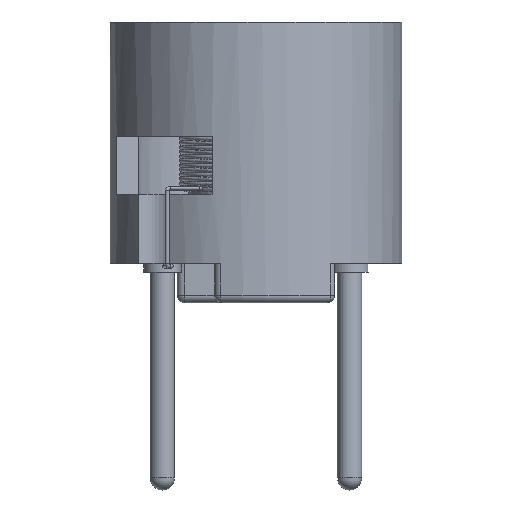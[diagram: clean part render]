
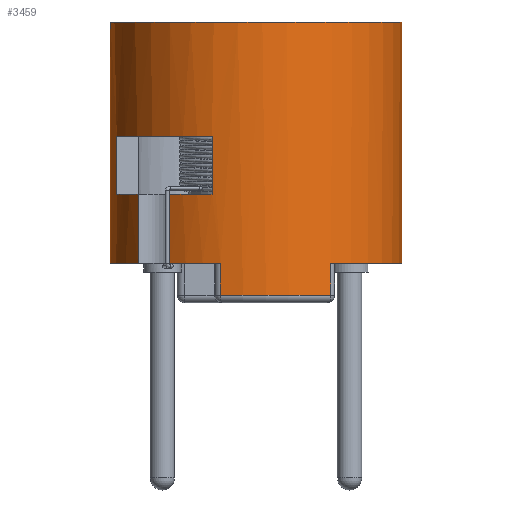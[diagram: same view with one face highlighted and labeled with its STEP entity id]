
A CAD part, front view. The second image highlights one B-rep face of the part: STEP entity #3459.
In plain terms, the highlighted cylindrical face has radius 3.9 mm (diameter 7.8 mm), a full revolution.
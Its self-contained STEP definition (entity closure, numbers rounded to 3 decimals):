
#105=LINE('',#10431,#320);
#118=LINE('',#10499,#333);
#125=LINE('',#10525,#340);
#134=LINE('',#10558,#349);
#135=LINE('',#10562,#350);
#136=LINE('',#10566,#351);
#137=LINE('',#10570,#352);
#138=LINE('',#10571,#353);
#139=LINE('',#10572,#354);
#140=LINE('',#10576,#355);
#141=LINE('',#10580,#356);
#142=LINE('',#10584,#357);
#320=VECTOR('',#3880,1000.);
#333=VECTOR('',#3961,1000.);
#340=VECTOR('',#3994,1000.);
#349=VECTOR('',#4029,1000.);
#350=VECTOR('',#4032,1000.);
#351=VECTOR('',#4035,1000.);
#352=VECTOR('',#4038,1000.);
#353=VECTOR('',#4039,1000.);
#354=VECTOR('',#4040,1000.);
#355=VECTOR('',#4043,1000.);
#356=VECTOR('',#4046,1000.);
#357=VECTOR('',#4049,1000.);
#562=CYLINDRICAL_SURFACE('',#3641,3.9);
#584=CIRCLE('',#3583,3.9);
#603=CIRCLE('',#3613,3.9);
#614=CIRCLE('',#3633,3.9);
#616=CIRCLE('',#3635,3.9);
#618=CIRCLE('',#3637,3.9);
#620=CIRCLE('',#3639,3.9);
#622=CIRCLE('',#3642,3.9);
#623=CIRCLE('',#3643,3.9);
#624=CIRCLE('',#3644,3.9);
#625=CIRCLE('',#3645,3.9);
#626=CIRCLE('',#3646,3.9);
#627=CIRCLE('',#3647,3.9);
#628=CIRCLE('',#3648,3.9);
#925=ORIENTED_EDGE('',*,*,#1500,.F.);
#926=ORIENTED_EDGE('',*,*,#1447,.T.);
#927=ORIENTED_EDGE('',*,*,#1448,.T.);
#928=ORIENTED_EDGE('',*,*,#1495,.F.);
#929=ORIENTED_EDGE('',*,*,#1509,.F.);
#930=ORIENTED_EDGE('',*,*,#1514,.F.);
#931=ORIENTED_EDGE('',*,*,#1515,.T.);
#932=ORIENTED_EDGE('',*,*,#1516,.T.);
#933=ORIENTED_EDGE('',*,*,#1517,.F.);
#934=ORIENTED_EDGE('',*,*,#1518,.F.);
#935=ORIENTED_EDGE('',*,*,#1519,.T.);
#936=ORIENTED_EDGE('',*,*,#1520,.T.);
#937=ORIENTED_EDGE('',*,*,#1507,.F.);
#938=ORIENTED_EDGE('',*,*,#1521,.T.);
#939=ORIENTED_EDGE('',*,*,#1479,.T.);
#940=ORIENTED_EDGE('',*,*,#1481,.F.);
#941=ORIENTED_EDGE('',*,*,#1502,.F.);
#942=ORIENTED_EDGE('',*,*,#1522,.F.);
#943=ORIENTED_EDGE('',*,*,#1523,.T.);
#944=ORIENTED_EDGE('',*,*,#1524,.T.);
#945=ORIENTED_EDGE('',*,*,#1525,.F.);
#946=ORIENTED_EDGE('',*,*,#1526,.F.);
#947=ORIENTED_EDGE('',*,*,#1527,.T.);
#948=ORIENTED_EDGE('',*,*,#1528,.T.);
#949=ORIENTED_EDGE('',*,*,#1529,.T.);
#1447=EDGE_CURVE('',#1754,#1757,#105,.T.);
#1448=EDGE_CURVE('',#1757,#1753,#584,.T.);
#1479=EDGE_CURVE('',#1768,#1776,#603,.T.);
#1481=EDGE_CURVE('',#1778,#1776,#118,.T.);
#1495=EDGE_CURVE('',#1784,#1753,#125,.T.);
#1500=EDGE_CURVE('',#1754,#1788,#614,.T.);
#1502=EDGE_CURVE('',#1789,#1778,#616,.T.);
#1507=EDGE_CURVE('',#1791,#1792,#618,.T.);
#1509=EDGE_CURVE('',#1793,#1784,#620,.T.);
#1514=EDGE_CURVE('',#1796,#1793,#134,.T.);
#1515=EDGE_CURVE('',#1796,#1797,#622,.T.);
#1516=EDGE_CURVE('',#1797,#1798,#135,.T.);
#1517=EDGE_CURVE('',#1799,#1798,#623,.T.);
#1518=EDGE_CURVE('',#1800,#1799,#136,.T.);
#1519=EDGE_CURVE('',#1800,#1801,#624,.T.);
#1520=EDGE_CURVE('',#1801,#1792,#137,.T.);
#1521=EDGE_CURVE('',#1791,#1768,#138,.T.);
#1522=EDGE_CURVE('',#1802,#1789,#139,.T.);
#1523=EDGE_CURVE('',#1802,#1803,#625,.T.);
#1524=EDGE_CURVE('',#1803,#1804,#140,.T.);
#1525=EDGE_CURVE('',#1805,#1804,#626,.T.);
#1526=EDGE_CURVE('',#1806,#1805,#141,.T.);
#1527=EDGE_CURVE('',#1806,#1807,#627,.T.);
#1528=EDGE_CURVE('',#1807,#1788,#142,.T.);
#1529=EDGE_CURVE('',#1808,#1808,#628,.T.);
#1753=VERTEX_POINT('',#10421);
#1754=VERTEX_POINT('',#10425);
#1757=VERTEX_POINT('',#10430);
#1768=VERTEX_POINT('',#10471);
#1776=VERTEX_POINT('',#10493);
#1778=VERTEX_POINT('',#10498);
#1784=VERTEX_POINT('',#10524);
#1788=VERTEX_POINT('',#10536);
#1789=VERTEX_POINT('',#10538);
#1791=VERTEX_POINT('',#10545);
#1792=VERTEX_POINT('',#10547);
#1793=VERTEX_POINT('',#10549);
#1796=VERTEX_POINT('',#10559);
#1797=VERTEX_POINT('',#10561);
#1798=VERTEX_POINT('',#10563);
#1799=VERTEX_POINT('',#10565);
#1800=VERTEX_POINT('',#10567);
#1801=VERTEX_POINT('',#10569);
#1802=VERTEX_POINT('',#10573);
#1803=VERTEX_POINT('',#10575);
#1804=VERTEX_POINT('',#10577);
#1805=VERTEX_POINT('',#10579);
#1806=VERTEX_POINT('',#10581);
#1807=VERTEX_POINT('',#10583);
#1808=VERTEX_POINT('',#10586);
#2030=EDGE_LOOP('',(#925,#926,#927,#928,#929,#930,#931,#932,#933,#934,#935,
#936,#937,#938,#939,#940,#941,#942,#943,#944,#945,#946,#947,#948));
#2031=EDGE_LOOP('',(#949));
#2227=FACE_BOUND('',#2030,.T.);
#2228=FACE_BOUND('',#2031,.T.);
#3459=ADVANCED_FACE('',(#2227,#2228),#562,.T.);
#3583=AXIS2_PLACEMENT_3D('',#10433,#3883,#3884);
#3613=AXIS2_PLACEMENT_3D('',#10494,#3955,#3956);
#3633=AXIS2_PLACEMENT_3D('',#10535,#4005,#4006);
#3635=AXIS2_PLACEMENT_3D('',#10539,#4009,#4010);
#3637=AXIS2_PLACEMENT_3D('',#10546,#4016,#4017);
#3639=AXIS2_PLACEMENT_3D('',#10550,#4020,#4021);
#3641=AXIS2_PLACEMENT_3D('',#10557,#4027,#4028);
#3642=AXIS2_PLACEMENT_3D('',#10560,#4030,#4031);
#3643=AXIS2_PLACEMENT_3D('',#10564,#4033,#4034);
#3644=AXIS2_PLACEMENT_3D('',#10568,#4036,#4037);
#3645=AXIS2_PLACEMENT_3D('',#10574,#4041,#4042);
#3646=AXIS2_PLACEMENT_3D('',#10578,#4044,#4045);
#3647=AXIS2_PLACEMENT_3D('',#10582,#4047,#4048);
#3648=AXIS2_PLACEMENT_3D('',#10585,#4050,#4051);
#3880=DIRECTION('',(0.,0.,-1.));
#3883=DIRECTION('',(0.,0.,1.));
#3884=DIRECTION('',(1.,0.,0.));
#3955=DIRECTION('',(0.,0.,1.));
#3956=DIRECTION('',(1.,0.,0.));
#3961=DIRECTION('',(0.,0.,-1.));
#3994=DIRECTION('',(0.,0.,-1.));
#4005=DIRECTION('',(0.,0.,-1.));
#4006=DIRECTION('',(1.,0.,0.));
#4009=DIRECTION('',(0.,0.,-1.));
#4010=DIRECTION('',(1.,0.,0.));
#4016=DIRECTION('',(0.,0.,-1.));
#4017=DIRECTION('',(1.,0.,0.));
#4020=DIRECTION('',(0.,0.,-1.));
#4021=DIRECTION('',(1.,0.,0.));
#4027=DIRECTION('',(0.,0.,1.));
#4028=DIRECTION('',(-1.,0.,0.));
#4029=DIRECTION('',(0.,0.,-1.));
#4030=DIRECTION('',(0.,0.,-1.));
#4031=DIRECTION('',(1.,0.,0.));
#4032=DIRECTION('',(0.,0.,1.));
#4033=DIRECTION('',(0.,0.,-1.));
#4034=DIRECTION('',(0.,1.,0.));
#4035=DIRECTION('',(0.,0.,1.));
#4036=DIRECTION('',(0.,0.,-1.));
#4037=DIRECTION('',(1.,0.,0.));
#4038=DIRECTION('',(0.,0.,-1.));
#4039=DIRECTION('',(0.,0.,-1.));
#4040=DIRECTION('',(0.,0.,-1.));
#4041=DIRECTION('',(0.,0.,-1.));
#4042=DIRECTION('',(1.,0.,0.));
#4043=DIRECTION('',(0.,0.,1.));
#4044=DIRECTION('',(0.,0.,-1.));
#4045=DIRECTION('',(0.,1.,0.));
#4046=DIRECTION('',(0.,0.,1.));
#4047=DIRECTION('',(0.,0.,-1.));
#4048=DIRECTION('',(1.,0.,0.));
#4049=DIRECTION('',(0.,0.,-1.));
#4050=DIRECTION('',(0.,0.,-1.));
#4051=DIRECTION('',(0.,1.,0.));
#10421=CARTESIAN_POINT('',(0.95,3.782,-0.85));
#10425=CARTESIAN_POINT('',(3.346,2.004,0.));
#10430=CARTESIAN_POINT('',(3.346,2.004,-0.85));
#10431=CARTESIAN_POINT('',(3.346,2.004,1.85));
#10433=CARTESIAN_POINT('',(0.,0.,-0.85));
#10471=CARTESIAN_POINT('',(-3.346,-2.004,-0.85));
#10493=CARTESIAN_POINT('',(-0.95,-3.782,-0.85));
#10494=CARTESIAN_POINT('',(0.,0.,-0.85));
#10498=CARTESIAN_POINT('',(-0.95,-3.782,0.));
#10499=CARTESIAN_POINT('',(-0.95,-3.782,1.85));
#10524=CARTESIAN_POINT('',(0.95,3.782,0.));
#10525=CARTESIAN_POINT('',(0.95,3.782,1.85));
#10535=CARTESIAN_POINT('',(0.,0.,0.));
#10536=CARTESIAN_POINT('',(3.854,0.598,0.));
#10538=CARTESIAN_POINT('',(3.854,-0.598,0.));
#10539=CARTESIAN_POINT('',(0.,0.,0.));
#10545=CARTESIAN_POINT('',(-3.346,-2.004,0.));
#10546=CARTESIAN_POINT('',(0.,0.,0.));
#10547=CARTESIAN_POINT('',(-3.854,-0.598,0.));
#10549=CARTESIAN_POINT('',(-3.854,0.598,0.));
#10550=CARTESIAN_POINT('',(0.,0.,0.));
#10557=CARTESIAN_POINT('',(0.,0.,1.85));
#10558=CARTESIAN_POINT('',(-3.854,0.598,6.577));
#10559=CARTESIAN_POINT('',(-3.854,0.598,1.85));
#10560=CARTESIAN_POINT('',(0.,0.,1.85));
#10561=CARTESIAN_POINT('',(-3.46,1.8,1.85));
#10562=CARTESIAN_POINT('',(-3.46,1.8,-8.552));
#10563=CARTESIAN_POINT('',(-3.46,1.8,3.4));
#10564=CARTESIAN_POINT('',(0.,0.,3.4));
#10565=CARTESIAN_POINT('',(-3.46,-1.8,3.4));
#10566=CARTESIAN_POINT('',(-3.46,-1.8,-8.552));
#10567=CARTESIAN_POINT('',(-3.46,-1.8,1.85));
#10568=CARTESIAN_POINT('',(0.,0.,1.85));
#10569=CARTESIAN_POINT('',(-3.854,-0.598,1.85));
#10570=CARTESIAN_POINT('',(-3.854,-0.598,6.577));
#10571=CARTESIAN_POINT('',(-3.346,-2.004,1.85));
#10572=CARTESIAN_POINT('',(3.854,-0.598,6.562));
#10573=CARTESIAN_POINT('',(3.854,-0.598,1.85));
#10574=CARTESIAN_POINT('',(0.,0.,1.85));
#10575=CARTESIAN_POINT('',(3.46,-1.8,1.85));
#10576=CARTESIAN_POINT('',(3.46,-1.8,-8.552));
#10577=CARTESIAN_POINT('',(3.46,-1.8,3.4));
#10578=CARTESIAN_POINT('',(0.,0.,3.4));
#10579=CARTESIAN_POINT('',(3.46,1.8,3.4));
#10580=CARTESIAN_POINT('',(3.46,1.8,-8.552));
#10581=CARTESIAN_POINT('',(3.46,1.8,1.85));
#10582=CARTESIAN_POINT('',(0.,0.,1.85));
#10583=CARTESIAN_POINT('',(3.854,0.598,1.85));
#10584=CARTESIAN_POINT('',(3.854,0.598,6.562));
#10585=CARTESIAN_POINT('',(0.,0.,6.45));
#10586=CARTESIAN_POINT('',(0.,3.9,6.45));
